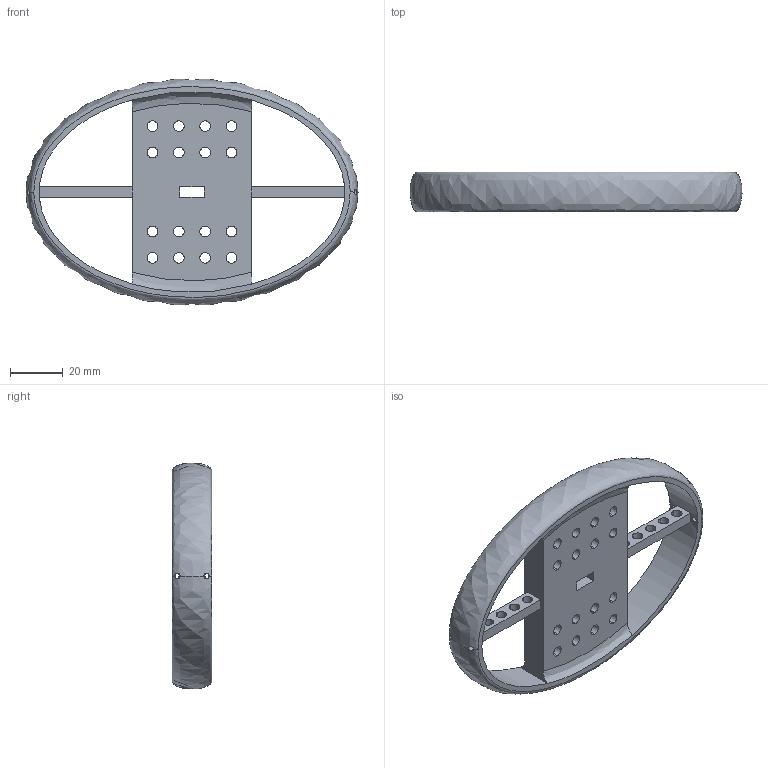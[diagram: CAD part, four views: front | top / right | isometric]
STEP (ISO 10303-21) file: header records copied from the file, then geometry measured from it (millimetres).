
FILE_DESCRIPTION (( 'STEP AP203' ), '1' );
FILE_NAME ('Vertebra Pasiva_AP203.STEP', '2020-11-24T12:49:32', ( '' ), ( '' ), 'SwSTEP 2.0', 'SolidWorks 2019', '' );
FILE_SCHEMA (( 'CONFIG_CONTROL_DESIGN' ));
Length unit declared in the file: millimetre
Products named in the file (1): Vertebra Pasiva_AP203
Bounding box: 125.99 x 15 x 85.68 mm (x, y, z)
Volume: 53941.9 mm3; surface area: 22038.2 mm2
Topology: 1 solids, 1 shells, 87 faces, 292 edges, 198 vertices
Faces by surface type: cylinder 60, plane 18, bspline 9
Entity records: 4467 total; most frequent: CARTESIAN_POINT 1805, ORIENTED_EDGE 584, DIRECTION 470, EDGE_CURVE 292, VERTEX_POINT 198, AXIS2_PLACEMENT_3D 183, EDGE_LOOP 148, CIRCLE 104
